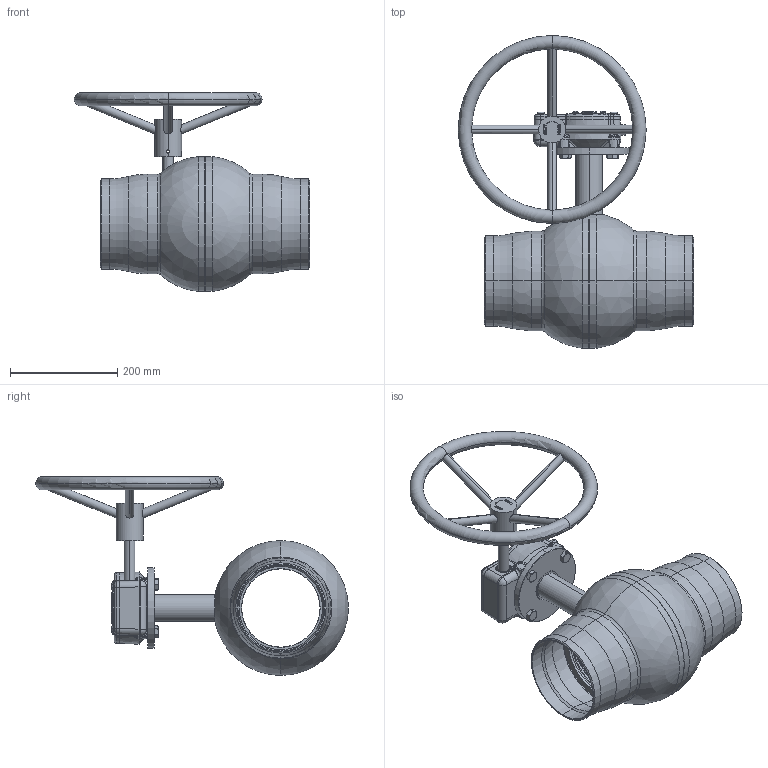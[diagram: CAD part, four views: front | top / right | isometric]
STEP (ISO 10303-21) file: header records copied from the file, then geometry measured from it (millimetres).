
FILE_DESCRIPTION (( 'STEP AP214' ), '1' );
FILE_NAME ('8600225150 480.step', '2025-05-29T08:16:28', ( '' ), ( '' ), 'SwSTEP 2.0', 'SolidWorks 2023', '' );
FILE_SCHEMA (( 'AUTOMOTIVE_DESIGN' ));
Length unit declared in the file: millimetre
Products named in the file (1): 8600225150 480
Bounding box: 438.77 x 582.52 x 370.65 mm (x, y, z)
Surface area: 654711.3 mm2 (no closed solid volume)
Topology: 0 solids, 27 shells, 628 faces, 1797 edges, 1167 vertices
Faces by surface type: plane 215, cylinder 119, cone 112, bspline 109, torus 54, sphere 19
Entity records: 36036 total; most frequent: CARTESIAN_POINT 20976, ORIENTED_EDGE 3098, DIRECTION 2908, EDGE_CURVE 1796, VERTEX_POINT 1167, AXIS2_PLACEMENT_3D 1117, EDGE_LOOP 700, VECTOR 674
